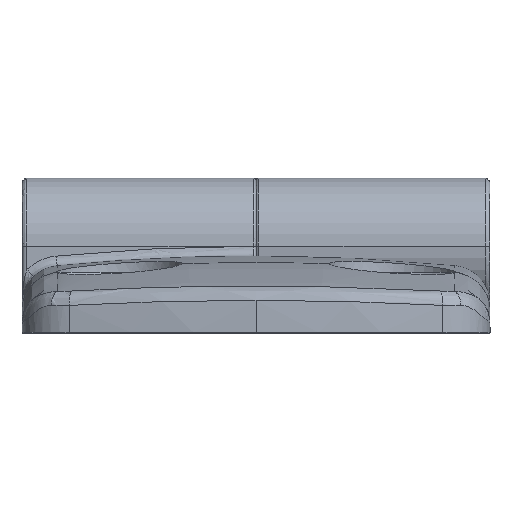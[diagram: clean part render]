
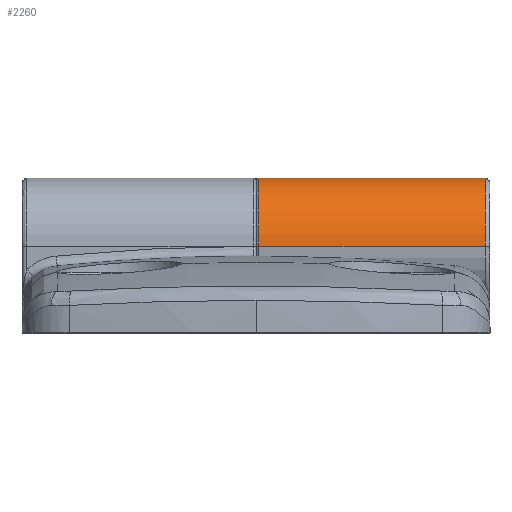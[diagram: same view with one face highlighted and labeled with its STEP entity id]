
A CAD part, top view. The second image highlights one B-rep face of the part: STEP entity #2260.
In plain terms, the highlighted cylindrical face has radius 7 mm (diameter 14 mm), a partial arc.
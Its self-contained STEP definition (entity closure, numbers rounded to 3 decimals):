
#66 = CIRCLE ( 'NONE', #1464, 7. ) ;
#250 = DIRECTION ( 'NONE',  ( 0., 0., 1. ) ) ;
#258 = CARTESIAN_POINT ( 'NONE',  ( 0.3, 8.9, 0. ) ) ;
#303 = LINE ( 'NONE', #1000, #416 ) ;
#416 = VECTOR ( 'NONE', #2341, 1000. ) ;
#617 = AXIS2_PLACEMENT_3D ( 'NONE', #258, #2738, #3130 ) ;
#647 = CARTESIAN_POINT ( 'NONE',  ( 23.5, 8.9, -7. ) ) ;
#1000 = CARTESIAN_POINT ( 'NONE',  ( 24., 8.9, -7. ) ) ;
#1074 = EDGE_CURVE ( 'NONE', #3101, #3330, #2978, .T. ) ;
#1105 = CARTESIAN_POINT ( 'NONE',  ( 0.3, 8.9, -7. ) ) ;
#1327 = EDGE_CURVE ( 'NONE', #3677, #3129, #303, .T. ) ;
#1464 = AXIS2_PLACEMENT_3D ( 'NONE', #3521, #2792, #3156 ) ;
#1498 = VECTOR ( 'NONE', #2016, 1000. ) ;
#1559 = ORIENTED_EDGE ( 'NONE', *, *, #3570, .F. ) ;
#2003 = EDGE_LOOP ( 'NONE', ( #2446, #3167, #4380, #1559 ) ) ;
#2016 = DIRECTION ( 'NONE',  ( -1., 0., 0. ) ) ;
#2256 = CARTESIAN_POINT ( 'NONE',  ( 0.3, 8.9, 7. ) ) ;
#2260 = ADVANCED_FACE ( 'NONE', ( #4347 ), #4186, .T. ) ;
#2341 = DIRECTION ( 'NONE',  ( -1., 0., 0. ) ) ;
#2446 = ORIENTED_EDGE ( 'NONE', *, *, #1074, .F. ) ;
#2674 = EDGE_CURVE ( 'NONE', #3677, #3101, #66, .T. ) ;
#2738 = DIRECTION ( 'NONE',  ( -1., 0., 0. ) ) ;
#2792 = DIRECTION ( 'NONE',  ( 1., 0., 0. ) ) ;
#2978 = LINE ( 'NONE', #4516, #1498 ) ;
#3081 = CIRCLE ( 'NONE', #617, 7. ) ;
#3101 = VERTEX_POINT ( 'NONE', #3136 ) ;
#3129 = VERTEX_POINT ( 'NONE', #1105 ) ;
#3130 = DIRECTION ( 'NONE',  ( 0., 0., 1. ) ) ;
#3136 = CARTESIAN_POINT ( 'NONE',  ( 23.5, 8.9, 7. ) ) ;
#3156 = DIRECTION ( 'NONE',  ( 0., 0., 1. ) ) ;
#3167 = ORIENTED_EDGE ( 'NONE', *, *, #2674, .F. ) ;
#3330 = VERTEX_POINT ( 'NONE', #2256 ) ;
#3521 = CARTESIAN_POINT ( 'NONE',  ( 23.5, 8.9, 0. ) ) ;
#3570 = EDGE_CURVE ( 'NONE', #3330, #3129, #3081, .T. ) ;
#3677 = VERTEX_POINT ( 'NONE', #647 ) ;
#4186 = CYLINDRICAL_SURFACE ( 'NONE', #4430, 7. ) ;
#4347 = FACE_OUTER_BOUND ( 'NONE', #2003, .T. ) ;
#4380 = ORIENTED_EDGE ( 'NONE', *, *, #1327, .T. ) ;
#4430 = AXIS2_PLACEMENT_3D ( 'NONE', #4562, #4588, #250 ) ;
#4516 = CARTESIAN_POINT ( 'NONE',  ( 24., 8.9, 7. ) ) ;
#4562 = CARTESIAN_POINT ( 'NONE',  ( 24., 8.9, 0. ) ) ;
#4588 = DIRECTION ( 'NONE',  ( -1., 0., 0. ) ) ;
